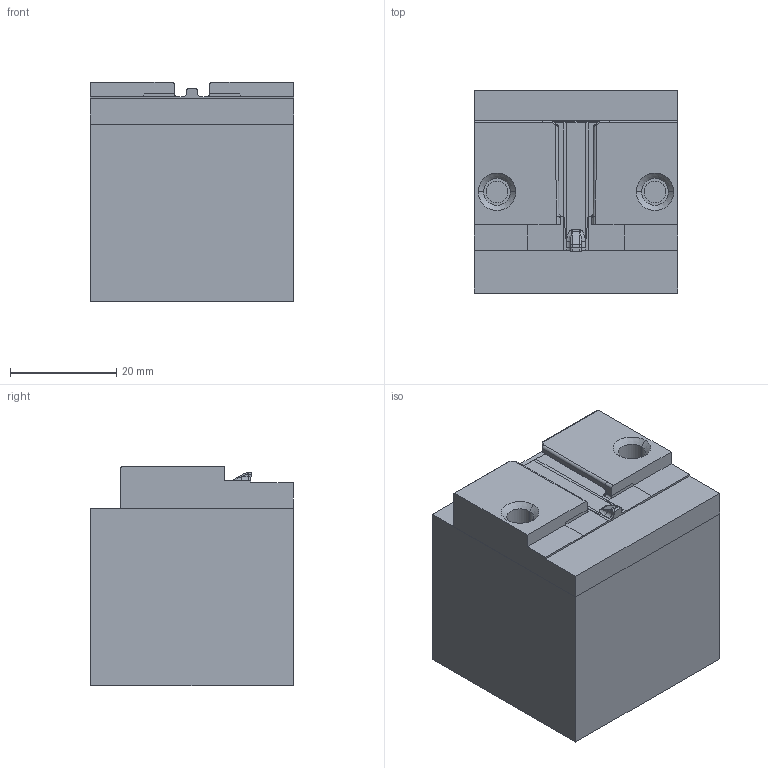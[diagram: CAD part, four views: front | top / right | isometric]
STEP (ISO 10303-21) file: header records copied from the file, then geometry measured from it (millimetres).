
FILE_DESCRIPTION(('CATIA V5 STEP Exchange'),'2;1');
FILE_NAME('EWCAP-005-11 - Fixture_02.stp','2014-08-05T18:47:43+00:00',('none'),('none'),'CATIA Version 5 Release 19 GA (IN-10)','CATIA V5 STEP AP203','none');
FILE_SCHEMA(('CONFIG_CONTROL_DESIGN'));
Length unit declared in the file: millimetre
Products named in the file (1): Product1
Assembly tree (4 placements, depth 2):
  Product1
    #56
    #3353
    #7432
    #7455
Bounding box: 38.35 x 38.2 x 41.35 mm (x, y, z)
Volume: 56109.3 mm3; surface area: 12448.5 mm2
Topology: 2 solids, 2 shells, 197 faces, 486 edges, 288 vertices
Faces by surface type: plane 80, cylinder 75, bspline 32, sphere 6, cone 4
Entity records: 7461 total; most frequent: CARTESIAN_POINT 3277, ORIENTED_EDGE 956, DIRECTION 624, EDGE_CURVE 478, VERTEX_POINT 288, AXIS2_PLACEMENT_3D 234, VECTOR 232, LINE 232
